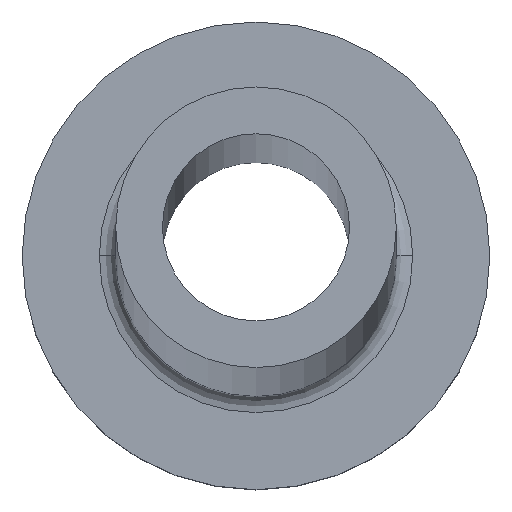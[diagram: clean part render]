
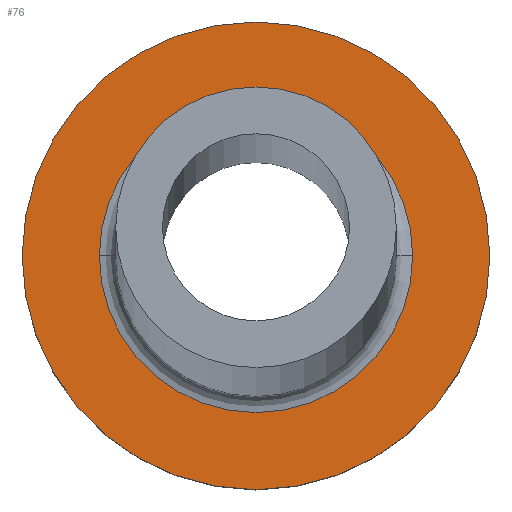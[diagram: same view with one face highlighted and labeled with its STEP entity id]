
A CAD part, top view. The second image highlights one B-rep face of the part: STEP entity #76.
In plain terms, the highlighted planar face has unit normal (0, 0, 1).
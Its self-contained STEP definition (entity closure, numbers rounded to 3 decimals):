
#6 = FACE_BOUND ( 'NONE', #158, .T. ) ;
#17 = DIRECTION ( 'NONE',  ( 0., 0., 1. ) ) ;
#20 = ORIENTED_EDGE ( 'NONE', *, *, #221, .T. ) ;
#22 = ORIENTED_EDGE ( 'NONE', *, *, #194, .T. ) ;
#32 = DIRECTION ( 'NONE',  ( 1., 0., 0. ) ) ;
#33 = VERTEX_POINT ( 'NONE', #250 ) ;
#44 = DIRECTION ( 'NONE',  ( 1., 0., 0. ) ) ;
#66 = DIRECTION ( 'NONE',  ( 1., 0., 0. ) ) ;
#76 = ADVANCED_FACE ( 'NONE', ( #6, #242 ), #120, .T. ) ;
#79 = DIRECTION ( 'NONE',  ( 1., 0., 0. ) ) ;
#94 = CARTESIAN_POINT ( 'NONE',  ( 0., 0., 7. ) ) ;
#104 = DIRECTION ( 'NONE',  ( 0., 0., -1. ) ) ;
#118 = VERTEX_POINT ( 'NONE', #361 ) ;
#120 = PLANE ( 'NONE',  #192 ) ;
#125 = AXIS2_PLACEMENT_3D ( 'NONE', #214, #335, #32 ) ;
#140 = EDGE_LOOP ( 'NONE', ( #22, #285 ) ) ;
#158 = EDGE_LOOP ( 'NONE', ( #20, #228 ) ) ;
#160 = DIRECTION ( 'NONE',  ( 1., 0., 0. ) ) ;
#162 = CARTESIAN_POINT ( 'NONE',  ( 0., 0., 7. ) ) ;
#164 = DIRECTION ( 'NONE',  ( 0., 0., -1. ) ) ;
#188 = CARTESIAN_POINT ( 'NONE',  ( 0., 0., 7. ) ) ;
#189 = CIRCLE ( 'NONE', #125, 10. ) ;
#192 = AXIS2_PLACEMENT_3D ( 'NONE', #94, #209, #66 ) ;
#194 = EDGE_CURVE ( 'NONE', #235, #118, #189, .T. ) ;
#198 = AXIS2_PLACEMENT_3D ( 'NONE', #218, #164, #79 ) ;
#209 = DIRECTION ( 'NONE',  ( 0., 0., 1. ) ) ;
#214 = CARTESIAN_POINT ( 'NONE',  ( 0., 0., 7. ) ) ;
#218 = CARTESIAN_POINT ( 'NONE',  ( 0., 0., 7. ) ) ;
#221 = EDGE_CURVE ( 'NONE', #223, #33, #317, .T. ) ;
#223 = VERTEX_POINT ( 'NONE', #249 ) ;
#228 = ORIENTED_EDGE ( 'NONE', *, *, #308, .T. ) ;
#235 = VERTEX_POINT ( 'NONE', #336 ) ;
#242 = FACE_OUTER_BOUND ( 'NONE', #140, .T. ) ;
#249 = CARTESIAN_POINT ( 'NONE',  ( 6.7, 0., 7. ) ) ;
#250 = CARTESIAN_POINT ( 'NONE',  ( -6.7, 0., 7. ) ) ;
#257 = AXIS2_PLACEMENT_3D ( 'NONE', #162, #17, #44 ) ;
#285 = ORIENTED_EDGE ( 'NONE', *, *, #294, .T. ) ;
#292 = CIRCLE ( 'NONE', #257, 10. ) ;
#294 = EDGE_CURVE ( 'NONE', #118, #235, #292, .T. ) ;
#308 = EDGE_CURVE ( 'NONE', #33, #223, #370, .T. ) ;
#310 = AXIS2_PLACEMENT_3D ( 'NONE', #188, #104, #160 ) ;
#317 = CIRCLE ( 'NONE', #310, 6.7 ) ;
#335 = DIRECTION ( 'NONE',  ( 0., 0., 1. ) ) ;
#336 = CARTESIAN_POINT ( 'NONE',  ( -10., 0., 7. ) ) ;
#361 = CARTESIAN_POINT ( 'NONE',  ( 10., 0., 7. ) ) ;
#370 = CIRCLE ( 'NONE', #198, 6.7 ) ;
